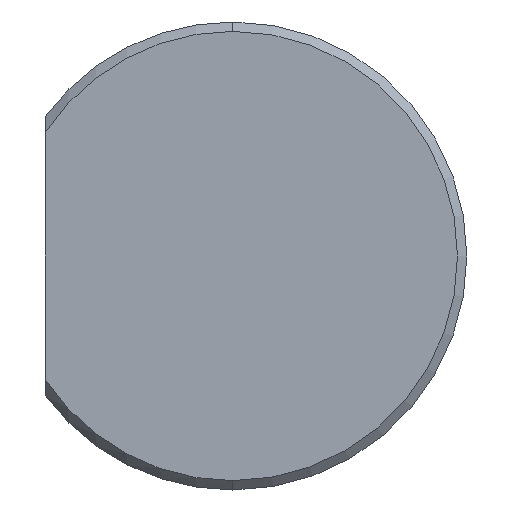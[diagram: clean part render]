
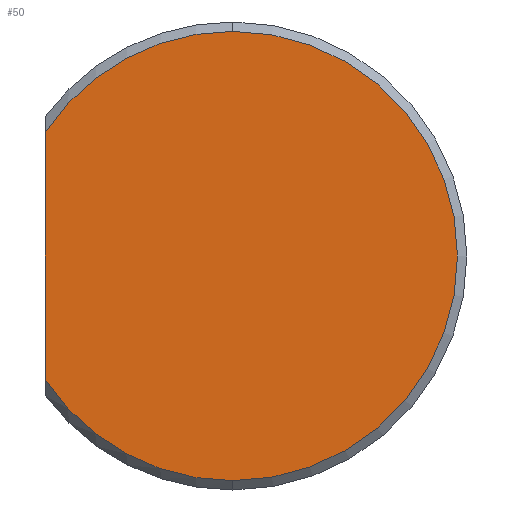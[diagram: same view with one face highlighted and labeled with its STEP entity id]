
A CAD part, front view. The second image highlights one B-rep face of the part: STEP entity #50.
In plain terms, the highlighted planar face has unit normal (0, -1, 0).
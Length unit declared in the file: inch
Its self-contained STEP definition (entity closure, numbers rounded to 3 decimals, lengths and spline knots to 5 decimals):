
#12 = CARTESIAN_POINT ( 'NONE',  ( -0.10015, 0., -0.07455 ) ) ;
#16 = ORIENTED_EDGE ( 'NONE', *, *, #406, .T. ) ;
#18 = CARTESIAN_POINT ( 'NONE',  ( -0.10015, 0., -0.06583 ) ) ;
#24 = EDGE_CURVE ( 'NONE', #167, #361, #242, .T. ) ;
#26 = DIRECTION ( 'NONE',  ( 0., -1., 0. ) ) ;
#50 = ADVANCED_FACE ( 'NONE', ( #170 ), #84, .F. ) ;
#56 = CARTESIAN_POINT ( 'NONE',  ( 0., 0., 0. ) ) ;
#84 = PLANE ( 'NONE',  #201 ) ;
#88 = EDGE_CURVE ( 'NONE', #165, #122, #113, .T. ) ;
#91 = CARTESIAN_POINT ( 'NONE',  ( 0., 0., 0. ) ) ;
#95 = DIRECTION ( 'NONE',  ( 0., 0., 1. ) ) ;
#106 = EDGE_CURVE ( 'NONE', #165, #167, #345, .T. ) ;
#113 = LINE ( 'NONE', #12, #197 ) ;
#115 = AXIS2_PLACEMENT_3D ( 'NONE', #56, #285, #95 ) ;
#118 = AXIS2_PLACEMENT_3D ( 'NONE', #91, #26, #240 ) ;
#122 = VERTEX_POINT ( 'NONE', #166 ) ;
#124 = DIRECTION ( 'NONE',  ( 0., 1., 0. ) ) ;
#135 = ORIENTED_EDGE ( 'NONE', *, *, #24, .T. ) ;
#165 = VERTEX_POINT ( 'NONE', #18 ) ;
#166 = CARTESIAN_POINT ( 'NONE',  ( -0.10015, 0., 0.06583 ) ) ;
#167 = VERTEX_POINT ( 'NONE', #254 ) ;
#170 = FACE_OUTER_BOUND ( 'NONE', #286, .T. ) ;
#181 = CIRCLE ( 'NONE', #118, 0.11985 ) ;
#196 = DIRECTION ( 'NONE',  ( 0., -1., 0. ) ) ;
#197 = VECTOR ( 'NONE', #410, 39.37008 ) ;
#201 = AXIS2_PLACEMENT_3D ( 'NONE', #249, #124, #276 ) ;
#207 = ORIENTED_EDGE ( 'NONE', *, *, #88, .F. ) ;
#240 = DIRECTION ( 'NONE',  ( 0., 0., 1. ) ) ;
#242 = CIRCLE ( 'NONE', #322, 0.11985 ) ;
#249 = CARTESIAN_POINT ( 'NONE',  ( 0., 0., 0. ) ) ;
#254 = CARTESIAN_POINT ( 'NONE',  ( 0., 0., -0.11985 ) ) ;
#276 = DIRECTION ( 'NONE',  ( 0., 0., 1. ) ) ;
#282 = CARTESIAN_POINT ( 'NONE',  ( 0., 0., 0.11985 ) ) ;
#285 = DIRECTION ( 'NONE',  ( 0., -1., 0. ) ) ;
#286 = EDGE_LOOP ( 'NONE', ( #207, #343, #135, #16 ) ) ;
#288 = DIRECTION ( 'NONE',  ( 0., 0., 1. ) ) ;
#322 = AXIS2_PLACEMENT_3D ( 'NONE', #405, #196, #288 ) ;
#343 = ORIENTED_EDGE ( 'NONE', *, *, #106, .T. ) ;
#345 = CIRCLE ( 'NONE', #115, 0.11985 ) ;
#361 = VERTEX_POINT ( 'NONE', #282 ) ;
#405 = CARTESIAN_POINT ( 'NONE',  ( 0., 0., 0. ) ) ;
#406 = EDGE_CURVE ( 'NONE', #361, #122, #181, .T. ) ;
#410 = DIRECTION ( 'NONE',  ( 0., 0., 1. ) ) ;
